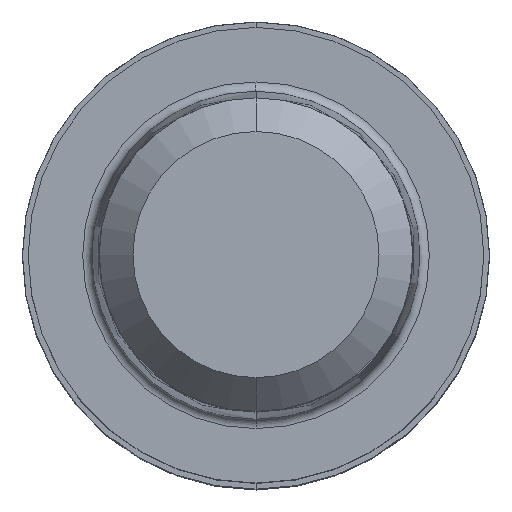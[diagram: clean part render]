
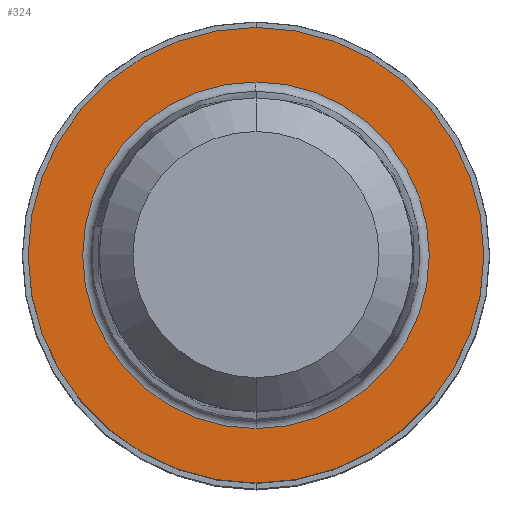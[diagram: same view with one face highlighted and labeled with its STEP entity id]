
A CAD part, top view. The second image highlights one B-rep face of the part: STEP entity #324.
In plain terms, the highlighted planar face has unit normal (0, 0, 1).
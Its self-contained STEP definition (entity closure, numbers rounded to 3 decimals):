
#172=VERTEX_POINT('',#461);
#246=EDGE_CURVE('',#274,#172,#551,.T.);
#274=VERTEX_POINT('',#583);
#294=VERTEX_POINT('',#605);
#302=EDGE_CURVE('',#430,#294,#614,.T.);
#324=ADVANCED_FACE('',(#638,#639),#640,.T.);
#376=EDGE_CURVE('',#294,#430,#697,.T.);
#428=EDGE_CURVE('',#172,#274,#755,.T.);
#430=VERTEX_POINT('',#757);
#461=CARTESIAN_POINT('',(0.,-5.85,0.01));
#551=CIRCLE('',#895,5.85);
#583=CARTESIAN_POINT('',(0.0,5.85,0.01));
#605=CARTESIAN_POINT('',(0.,-4.45,0.01));
#614=CIRCLE('',#972,4.45);
#638=FACE_OUTER_BOUND('',#1002,.T.);
#639=FACE_BOUND('',#1003,.T.);
#640=PLANE('',#1004);
#697=CIRCLE('',#1075,4.45);
#755=CIRCLE('',#1155,5.85);
#757=CARTESIAN_POINT('',(0.0,4.45,0.01));
#895=AXIS2_PLACEMENT_3D('',#1318,#1319,#1320);
#972=AXIS2_PLACEMENT_3D('',#1389,#1390,#1391);
#1002=EDGE_LOOP('',(#1426,#1427));
#1003=EDGE_LOOP('',(#1428,#1429));
#1004=AXIS2_PLACEMENT_3D('',#1430,#1431,#1432);
#1075=AXIS2_PLACEMENT_3D('',#1493,#1494,#1495);
#1155=AXIS2_PLACEMENT_3D('',#1564,#1565,#1566);
#1318=CARTESIAN_POINT('',(0.0,0.0,0.01));
#1319=DIRECTION('',(0.0,0.0,-1.0));
#1320=DIRECTION('',(0.0,1.0,0.0));
#1389=CARTESIAN_POINT('',(0.0,0.0,0.01));
#1390=DIRECTION('',(0.0,0.0,-1.0));
#1391=DIRECTION('',(0.0,1.0,0.0));
#1426=ORIENTED_EDGE('',*,*,#246,.F.);
#1427=ORIENTED_EDGE('',*,*,#428,.F.);
#1428=ORIENTED_EDGE('',*,*,#302,.T.);
#1429=ORIENTED_EDGE('',*,*,#376,.T.);
#1430=CARTESIAN_POINT('',(0.0,2.925,0.01));
#1431=DIRECTION('',(-0.0,0.0,1.0));
#1432=DIRECTION('',(0.0,-1.0,0.0));
#1493=CARTESIAN_POINT('',(0.0,0.0,0.01));
#1494=DIRECTION('',(0.0,0.0,-1.0));
#1495=DIRECTION('',(0.0,1.0,0.0));
#1564=CARTESIAN_POINT('',(0.0,0.0,0.01));
#1565=DIRECTION('',(0.0,0.0,-1.0));
#1566=DIRECTION('',(0.0,1.0,0.0));
